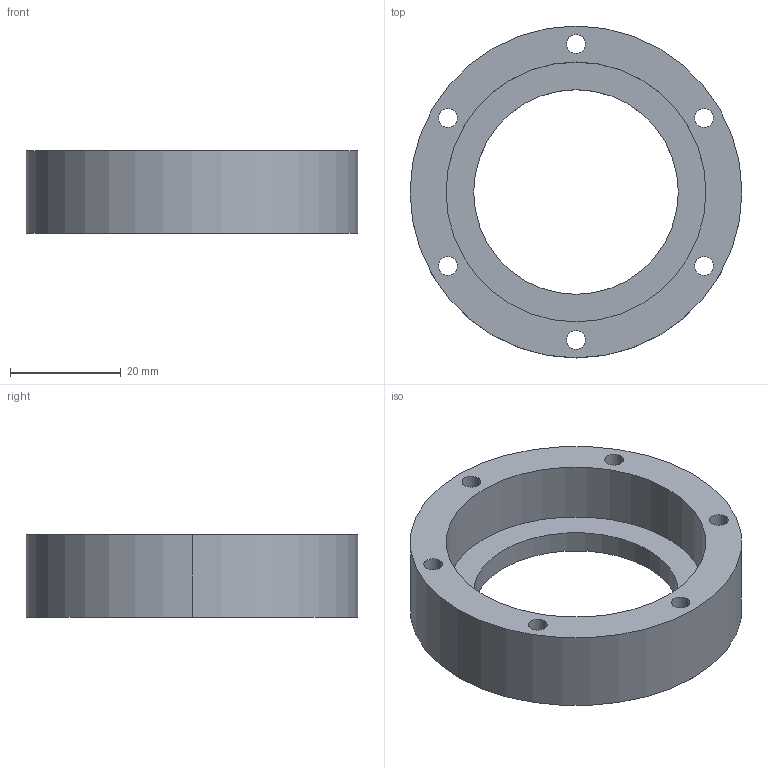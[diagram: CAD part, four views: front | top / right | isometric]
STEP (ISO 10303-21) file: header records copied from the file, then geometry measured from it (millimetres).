
FILE_DESCRIPTION (( 'STEP AP203' ), '1' );
FILE_NAME ('J3 Bearing Cup.STEP', '2020-07-02T07:48:00', ( '' ), ( '' ), 'SwSTEP 2.0', 'SolidWorks 2016', '' );
FILE_SCHEMA (( 'CONFIG_CONTROL_DESIGN' ));
Length unit declared in the file: millimetre
Products named in the file (1): J3 Bearing Cup
Bounding box: 60 x 60 x 15 mm (x, y, z)
Volume: 18136.9 mm3; surface area: 9234.8 mm2
Topology: 1 solids, 1 shells, 33 faces, 78 edges, 48 vertices
Faces by surface type: cylinder 18, cone 12, plane 3
Entity records: 1069 total; most frequent: DIRECTION 194, CARTESIAN_POINT 160, ORIENTED_EDGE 156, AXIS2_PLACEMENT_3D 82, EDGE_CURVE 78, CIRCLE 48, EDGE_LOOP 48, VERTEX_POINT 48
